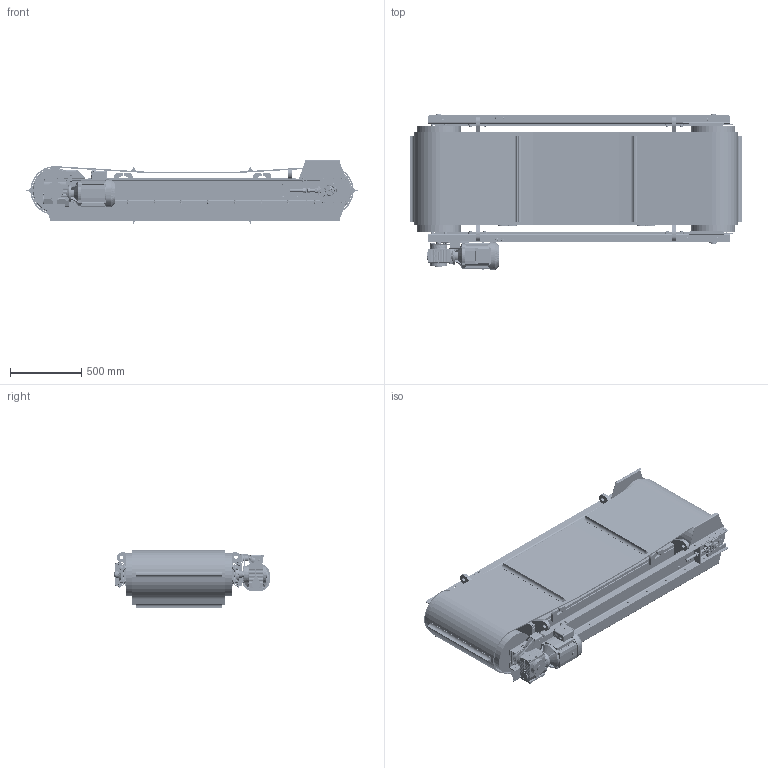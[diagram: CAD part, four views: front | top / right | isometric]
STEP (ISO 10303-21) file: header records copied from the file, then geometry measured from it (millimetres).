
FILE_DESCRIPTION(/* description */ (''),/* implementation_level */ '2;1');
FILE_NAME(/* name */ 'ROFC120330.stp',/* time_stamp */ '2023-03-06T16:57:16+01:00',/* author */ ('LF'),/* organization */ (''),/* preprocessor_version */ 'ST-DEVELOPER v18.1',/* originating_system */ 'Autodesk Inventor 2021',/* authorisation */ '');
FILE_SCHEMA (('AUTOMOTIVE_DESIGN { 1 0 10303 214 3 1 1 }'));
Length unit declared in the file: millimetre
Products named in the file (1): ROFC120330_Obal_1
Bounding box: 2322.84 x 1094.5 x 450.1 mm (x, y, z)
Volume: 113957147.3 mm3; surface area: 22261067.4 mm2
Topology: 319 solids, 319 shells, 6871 faces, 15594 edges, 9723 vertices
Faces by surface type: plane 3392, cylinder 1746, cone 1290, bspline 221, torus 158, sphere 64
Full cylindrical faces by diameter (mm): 3 x4, 5 x9, 6 x68, 6.6 x4, 6.647 x49, 7.323 x44, 8 x52, 8.376 x19, 8.4 x67, 9 x51, 9.188 x20, 9.7 x4, 9.8 x2, 10 x72, 10.106 x7, 10.2 x2, 10.4 x1, 10.5 x30, 11 x4, 11.053 x8, 11.4 x44, 12 x25, 13 x8, 13.835 x6, 14 x15, 14.4 x8, 15 x5, 15.4 x20, 15.6 x1, 16 x73
Entity records: 221225 total; most frequent: CARTESIAN_POINT 62306, DIRECTION 31418, ORIENTED_EDGE 31094, EDGE_CURVE 15547, AXIS2_PLACEMENT_3D 11819, VERTEX_POINT 9727, EDGE_LOOP 8126, LINE 7780
